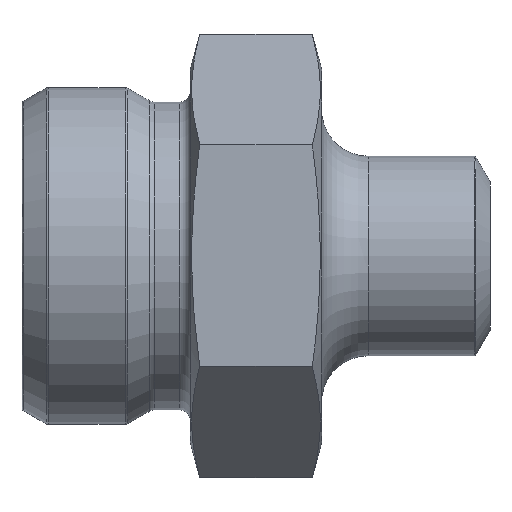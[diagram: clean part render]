
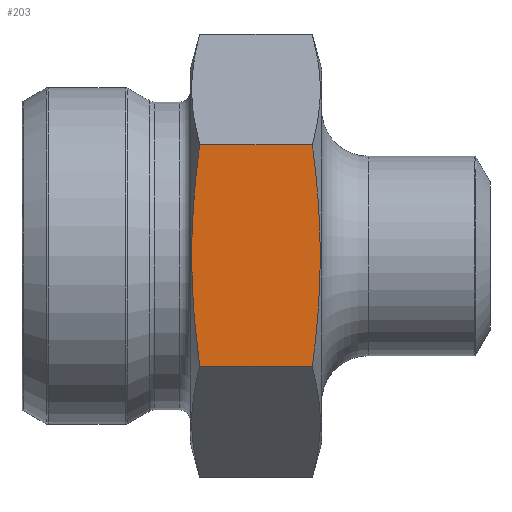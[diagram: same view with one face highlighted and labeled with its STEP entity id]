
A CAD part, top view. The second image highlights one B-rep face of the part: STEP entity #203.
In plain terms, the highlighted planar face has unit normal (0, 0, 1).
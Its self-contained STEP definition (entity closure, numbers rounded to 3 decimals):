
#203=ADVANCED_FACE('',(#248),#237,.T.);
#237=PLANE('',#515);
#248=FACE_OUTER_BOUND('',#254,.T.);
#254=EDGE_LOOP('',(#334,#335,#336,#337));
#316=LINE('',#728,#322);
#317=LINE('',#743,#323);
#322=VECTOR('',#580,1.);
#323=VECTOR('',#583,1.);
#334=ORIENTED_EDGE('',*,*,#462,.F.);
#335=ORIENTED_EDGE('',*,*,#463,.T.);
#336=ORIENTED_EDGE('',*,*,#464,.F.);
#337=ORIENTED_EDGE('',*,*,#460,.F.);
#420=VERTEX_POINT('',#727);
#421=VERTEX_POINT('',#729);
#422=VERTEX_POINT('',#742);
#423=VERTEX_POINT('',#744);
#460=EDGE_CURVE('',#420,#421,#316,.T.);
#462=EDGE_CURVE('',#422,#420,#504,.T.);
#463=EDGE_CURVE('',#422,#423,#317,.T.);
#464=EDGE_CURVE('',#421,#423,#505,.T.);
#504=B_SPLINE_CURVE_WITH_KNOTS('',3,(#736,#737,#738,#739,#740,#741),
 .UNSPECIFIED.,.F.,.F.,(4,2,4),(0.,0.5,1.),.UNSPECIFIED.);
#505=B_SPLINE_CURVE_WITH_KNOTS('',3,(#745,#746,#747,#748,#749,#750),
 .UNSPECIFIED.,.F.,.F.,(4,2,4),(0.,0.5,1.),.UNSPECIFIED.);
#515=AXIS2_PLACEMENT_3D('',#751,#584,#585);
#580=DIRECTION('',(-1.,0.,0.));
#583=DIRECTION('',(-1.,0.,0.));
#584=DIRECTION('',(0.,0.,1.));
#585=DIRECTION('',(0.,-1.,0.));
#727=CARTESIAN_POINT('',(31.016,-11.836,20.5));
#728=CARTESIAN_POINT('',(50.,-11.836,20.5));
#729=CARTESIAN_POINT('',(18.984,-11.836,20.5));
#736=CARTESIAN_POINT('',(31.016,11.836,20.5));
#737=CARTESIAN_POINT('',(31.543,7.904,20.5));
#738=CARTESIAN_POINT('',(31.865,3.967,20.5));
#739=CARTESIAN_POINT('',(31.867,-3.926,20.5));
#740=CARTESIAN_POINT('',(31.544,-7.896,20.5));
#741=CARTESIAN_POINT('',(31.016,-11.836,20.5));
#742=CARTESIAN_POINT('',(31.016,11.836,20.5));
#743=CARTESIAN_POINT('',(50.,11.836,20.5));
#744=CARTESIAN_POINT('',(18.984,11.836,20.5));
#745=CARTESIAN_POINT('',(18.984,-11.836,20.5));
#746=CARTESIAN_POINT('',(18.456,-7.895,20.5));
#747=CARTESIAN_POINT('',(18.133,-3.927,20.5));
#748=CARTESIAN_POINT('',(18.135,3.965,20.5));
#749=CARTESIAN_POINT('',(18.457,7.903,20.5));
#750=CARTESIAN_POINT('',(18.984,11.836,20.5));
#751=CARTESIAN_POINT('',(50.,-11.836,20.5));
